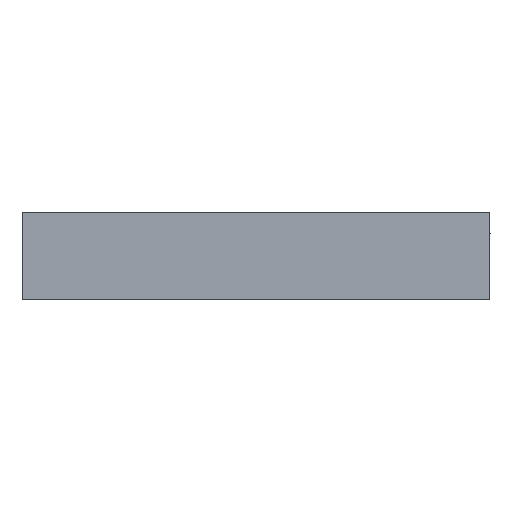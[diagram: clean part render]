
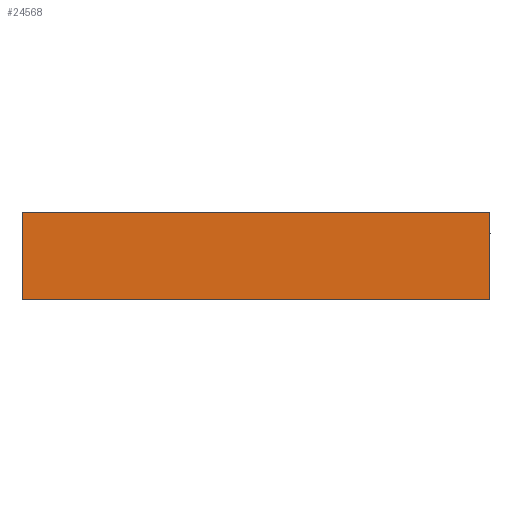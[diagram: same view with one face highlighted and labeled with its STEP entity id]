
A CAD part, top view. The second image highlights one B-rep face of the part: STEP entity #24568.
In plain terms, the highlighted planar face has unit normal (0, 0, 1).
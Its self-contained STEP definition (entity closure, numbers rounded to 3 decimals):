
#551 = CARTESIAN_POINT ( 'NONE',  ( -20.5, 4., 19. ) ) ;
#1935 = DIRECTION ( 'NONE',  ( 0., 0., 1. ) ) ;
#2047 = CARTESIAN_POINT ( 'NONE',  ( -20.5, 0., 19. ) ) ;
#2758 = DIRECTION ( 'NONE',  ( -1., 0., 0. ) ) ;
#3130 = FACE_OUTER_BOUND ( 'NONE', #26008, .T. ) ;
#3140 = EDGE_CURVE ( 'NONE', #11687, #4762, #21519, .T. ) ;
#3461 = ORIENTED_EDGE ( 'NONE', *, *, #19464, .F. ) ;
#3576 = CARTESIAN_POINT ( 'NONE',  ( -21.5, 4., 19. ) ) ;
#4122 = ORIENTED_EDGE ( 'NONE', *, *, #3140, .F. ) ;
#4762 = VERTEX_POINT ( 'NONE', #23705 ) ;
#5521 = CARTESIAN_POINT ( 'NONE',  ( 21.5, 4., 19. ) ) ;
#6443 = CARTESIAN_POINT ( 'NONE',  ( -21.5, 0., 19. ) ) ;
#6557 = DIRECTION ( 'NONE',  ( 0., 1., 0. ) ) ;
#6963 = DIRECTION ( 'NONE',  ( 1., 0., 0. ) ) ;
#8724 = ORIENTED_EDGE ( 'NONE', *, *, #13359, .T. ) ;
#11687 = VERTEX_POINT ( 'NONE', #28393 ) ;
#11735 = VECTOR ( 'NONE', #29955, 1000. ) ;
#12115 = DIRECTION ( 'NONE',  ( 0., 1., 0. ) ) ;
#13359 = EDGE_CURVE ( 'NONE', #23591, #25500, #27150, .T. ) ;
#14101 = PLANE ( 'NONE',  #29605 ) ;
#14130 = CARTESIAN_POINT ( 'NONE',  ( 21.5, 0., 19. ) ) ;
#15635 = LINE ( 'NONE', #14130, #28115 ) ;
#17808 = CARTESIAN_POINT ( 'NONE',  ( -20.5, -4., 19. ) ) ;
#19464 = EDGE_CURVE ( 'NONE', #4762, #25500, #21702, .T. ) ;
#20185 = VECTOR ( 'NONE', #6557, 1000. ) ;
#20931 = ORIENTED_EDGE ( 'NONE', *, *, #28790, .T. ) ;
#21519 = LINE ( 'NONE', #17808, #11735 ) ;
#21702 = LINE ( 'NONE', #6443, #20185 ) ;
#23591 = VERTEX_POINT ( 'NONE', #5521 ) ;
#23705 = CARTESIAN_POINT ( 'NONE',  ( -21.5, -4., 19. ) ) ;
#24568 = ADVANCED_FACE ( 'NONE', ( #3130 ), #14101, .T. ) ;
#25500 = VERTEX_POINT ( 'NONE', #3576 ) ;
#26008 = EDGE_LOOP ( 'NONE', ( #3461, #4122, #20931, #8724 ) ) ;
#27150 = LINE ( 'NONE', #551, #27930 ) ;
#27930 = VECTOR ( 'NONE', #2758, 1000. ) ;
#28115 = VECTOR ( 'NONE', #12115, 1000. ) ;
#28393 = CARTESIAN_POINT ( 'NONE',  ( 21.5, -4., 19. ) ) ;
#28790 = EDGE_CURVE ( 'NONE', #11687, #23591, #15635, .T. ) ;
#29605 = AXIS2_PLACEMENT_3D ( 'NONE', #2047, #1935, #6963 ) ;
#29955 = DIRECTION ( 'NONE',  ( -1., 0., 0. ) ) ;
